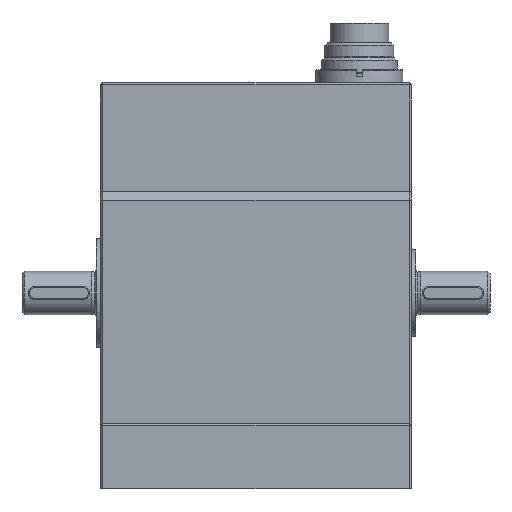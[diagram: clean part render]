
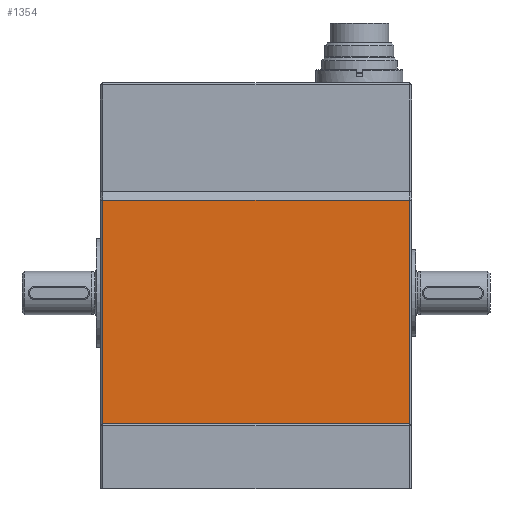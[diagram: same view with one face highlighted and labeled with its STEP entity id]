
A CAD part, front view. The second image highlights one B-rep face of the part: STEP entity #1354.
In plain terms, the highlighted face is planar.
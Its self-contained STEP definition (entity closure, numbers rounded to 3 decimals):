
#1354 = ADVANCED_FACE( '', ( #2763 ), #2764, .T. );
#2763 = FACE_OUTER_BOUND( '', #4444, .T. );
#2764 = PLANE( '', #4445 );
#4444 = EDGE_LOOP( '', ( #6918, #6919, #6920, #6921 ) );
#4445 = AXIS2_PLACEMENT_3D( '', #6922, #6923, #6924 );
#6918 = ORIENTED_EDGE( '', *, *, #9306, .T. );
#6919 = ORIENTED_EDGE( '', *, *, #8905, .T. );
#6920 = ORIENTED_EDGE( '', *, *, #9563, .T. );
#6921 = ORIENTED_EDGE( '', *, *, #9615, .T. );
#6922 = CARTESIAN_POINT( '', ( -22., 71.5, 68.3 ) );
#6923 = DIRECTION( '', ( -1., 0., 0. ) );
#6924 = DIRECTION( '', ( 0., 0., 1. ) );
#8905 = EDGE_CURVE( '', #10245, #10243, #10246, .T. );
#9306 = EDGE_CURVE( '', #10907, #10245, #10908, .T. );
#9563 = EDGE_CURVE( '', #10243, #11301, #11302, .T. );
#9615 = EDGE_CURVE( '', #11301, #10907, #11377, .T. );
#10243 = VERTEX_POINT( '', #12156 );
#10245 = VERTEX_POINT( '', #12159 );
#10246 = LINE( '', #12160, #12161 );
#10907 = VERTEX_POINT( '', #13018 );
#10908 = LINE( '', #13019, #13020 );
#11301 = VERTEX_POINT( '', #13536 );
#11302 = LINE( '', #13537, #13538 );
#11377 = LINE( '', #13656, #13657 );
#12156 = CARTESIAN_POINT( '', ( -22., 0.5, 66.3 ) );
#12159 = CARTESIAN_POINT( '', ( -22., 0.5, 15. ) );
#12160 = CARTESIAN_POINT( '', ( -22., 0.5, 68.3 ) );
#12161 = VECTOR( '', #14462, 1000. );
#13018 = CARTESIAN_POINT( '', ( -22., 71., 15. ) );
#13019 = CARTESIAN_POINT( '', ( -22., 71.5, 15. ) );
#13020 = VECTOR( '', #15030, 1000. );
#13536 = CARTESIAN_POINT( '', ( -22., 71., 66.3 ) );
#13537 = CARTESIAN_POINT( '', ( -22., 71.5, 66.3 ) );
#13538 = VECTOR( '', #15393, 1000. );
#13656 = CARTESIAN_POINT( '', ( -22., 71., 15. ) );
#13657 = VECTOR( '', #15457, 1000. );
#14462 = DIRECTION( '', ( 0., 0., 1. ) );
#15030 = DIRECTION( '', ( 0., -1., 0. ) );
#15393 = DIRECTION( '', ( 0., 1., 0. ) );
#15457 = DIRECTION( '', ( 0., 0., -1. ) );
